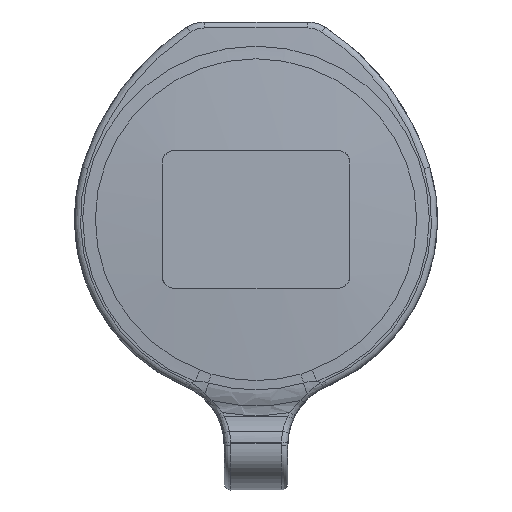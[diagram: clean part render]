
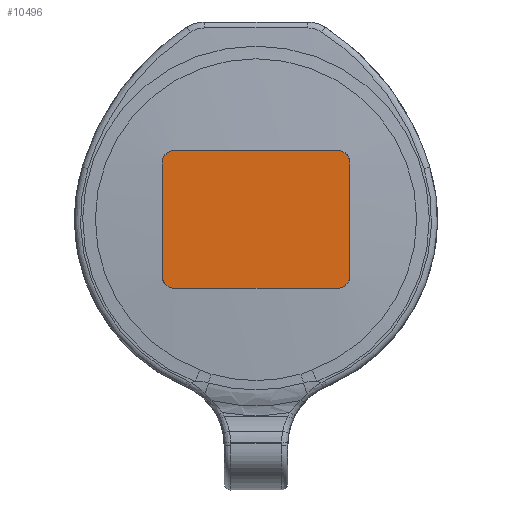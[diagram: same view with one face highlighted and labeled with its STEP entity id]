
A CAD part, top view. The second image highlights one B-rep face of the part: STEP entity #10496.
In plain terms, the highlighted planar face has unit normal (0, 0, 1).
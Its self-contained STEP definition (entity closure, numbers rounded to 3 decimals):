
#118 = CARTESIAN_POINT ( 'NONE',  ( -12.788, -10.828, 34.434 ) ) ;
#1581 = ORIENTED_EDGE ( 'NONE', *, *, #26753, .T. ) ;
#1990 = VECTOR ( 'NONE', #4993, 1000. ) ;
#3820 = EDGE_CURVE ( 'NONE', #41516, #18336, #16091, .T. ) ;
#4993 = DIRECTION ( 'NONE',  ( 0., 1., 0. ) ) ;
#5479 = AXIS2_PLACEMENT_3D ( 'NONE', #46773, #7108, #22753 ) ;
#6584 = EDGE_CURVE ( 'NONE', #29875, #51753, #26237, .T. ) ;
#7108 = DIRECTION ( 'NONE',  ( 0., 0., 1. ) ) ;
#7301 = AXIS2_PLACEMENT_3D ( 'NONE', #9648, #45353, #13384 ) ;
#7445 = EDGE_CURVE ( 'NONE', #18336, #46728, #17473, .T. ) ;
#7460 = CARTESIAN_POINT ( 'NONE',  ( -12.788, -8.857, 34.434 ) ) ;
#8244 = DIRECTION ( 'NONE',  ( 0., 0., 1. ) ) ;
#8679 = LINE ( 'NONE', #25090, #1990 ) ;
#8879 = EDGE_CURVE ( 'NONE', #23516, #29875, #33374, .T. ) ;
#8995 = CARTESIAN_POINT ( 'NONE',  ( 12.788, 10.828, 34.434 ) ) ;
#9648 = CARTESIAN_POINT ( 'NONE',  ( 12.788, -8.857, 34.434 ) ) ;
#10496 = ADVANCED_FACE ( 'NONE', ( #27200 ), #27725, .T. ) ;
#10609 = ORIENTED_EDGE ( 'NONE', *, *, #11079, .T. ) ;
#11079 = EDGE_CURVE ( 'NONE', #46728, #23516, #48934, .T. ) ;
#11688 = DIRECTION ( 'NONE',  ( 0., -1., 0. ) ) ;
#13318 = CARTESIAN_POINT ( 'NONE',  ( -14.759, 8.857, 34.434 ) ) ;
#13384 = DIRECTION ( 'NONE',  ( 0., -1., 0. ) ) ;
#15410 = DIRECTION ( 'NONE',  ( 0., 0., 1. ) ) ;
#16091 = CIRCLE ( 'NONE', #24484, 1.97 ) ;
#17473 = LINE ( 'NONE', #8995, #31123 ) ;
#18336 = VERTEX_POINT ( 'NONE', #39242 ) ;
#20039 = EDGE_CURVE ( 'NONE', #24407, #41718, #47001, .T. ) ;
#22216 = ORIENTED_EDGE ( 'NONE', *, *, #3820, .T. ) ;
#22753 = DIRECTION ( 'NONE',  ( 0., -1., 0. ) ) ;
#23516 = VERTEX_POINT ( 'NONE', #25990 ) ;
#24407 = VERTEX_POINT ( 'NONE', #25025 ) ;
#24484 = AXIS2_PLACEMENT_3D ( 'NONE', #43954, #15410, #11688 ) ;
#25025 = CARTESIAN_POINT ( 'NONE',  ( 12.788, -10.828, 34.434 ) ) ;
#25090 = CARTESIAN_POINT ( 'NONE',  ( 14.759, -8.857, 34.434 ) ) ;
#25186 = EDGE_CURVE ( 'NONE', #51753, #24407, #28624, .T. ) ;
#25912 = DIRECTION ( 'NONE',  ( -1., 0., 0. ) ) ;
#25990 = CARTESIAN_POINT ( 'NONE',  ( -14.759, 8.857, 34.434 ) ) ;
#26142 = AXIS2_PLACEMENT_3D ( 'NONE', #40504, #8244, #49468 ) ;
#26237 = CIRCLE ( 'NONE', #45681, 1.97 ) ;
#26753 = EDGE_CURVE ( 'NONE', #41718, #41516, #8679, .T. ) ;
#26766 = CARTESIAN_POINT ( 'NONE',  ( 14.759, 8.857, 34.434 ) ) ;
#27082 = ORIENTED_EDGE ( 'NONE', *, *, #20039, .T. ) ;
#27200 = FACE_OUTER_BOUND ( 'NONE', #40819, .T. ) ;
#27725 = PLANE ( 'NONE',  #5479 ) ;
#28624 = LINE ( 'NONE', #118, #38588 ) ;
#29666 = DIRECTION ( 'NONE',  ( 0., -1., 0. ) ) ;
#29875 = VERTEX_POINT ( 'NONE', #42770 ) ;
#31123 = VECTOR ( 'NONE', #25912, 1000. ) ;
#31763 = DIRECTION ( 'NONE',  ( 0., 0., 1. ) ) ;
#33374 = LINE ( 'NONE', #13318, #44495 ) ;
#34666 = ORIENTED_EDGE ( 'NONE', *, *, #7445, .T. ) ;
#37096 = ORIENTED_EDGE ( 'NONE', *, *, #8879, .T. ) ;
#37705 = CARTESIAN_POINT ( 'NONE',  ( -12.788, 10.828, 34.434 ) ) ;
#38108 = ORIENTED_EDGE ( 'NONE', *, *, #25186, .T. ) ;
#38588 = VECTOR ( 'NONE', #48199, 1000. ) ;
#38897 = ORIENTED_EDGE ( 'NONE', *, *, #6584, .T. ) ;
#39242 = CARTESIAN_POINT ( 'NONE',  ( 12.788, 10.828, 34.434 ) ) ;
#40504 = CARTESIAN_POINT ( 'NONE',  ( -12.788, 8.857, 34.434 ) ) ;
#40819 = EDGE_LOOP ( 'NONE', ( #38897, #38108, #27082, #1581, #22216, #34666, #10609, #37096 ) ) ;
#41290 = CARTESIAN_POINT ( 'NONE',  ( 14.759, -8.857, 34.434 ) ) ;
#41516 = VERTEX_POINT ( 'NONE', #26766 ) ;
#41718 = VERTEX_POINT ( 'NONE', #41290 ) ;
#42770 = CARTESIAN_POINT ( 'NONE',  ( -14.759, -8.857, 34.434 ) ) ;
#43954 = CARTESIAN_POINT ( 'NONE',  ( 12.788, 8.857, 34.434 ) ) ;
#44495 = VECTOR ( 'NONE', #29666, 1000. ) ;
#45353 = DIRECTION ( 'NONE',  ( 0., 0., 1. ) ) ;
#45681 = AXIS2_PLACEMENT_3D ( 'NONE', #7460, #31763, #51334 ) ;
#46728 = VERTEX_POINT ( 'NONE', #37705 ) ;
#46773 = CARTESIAN_POINT ( 'NONE',  ( -12.788, -8.857, 34.434 ) ) ;
#47001 = CIRCLE ( 'NONE', #7301, 1.97 ) ;
#47045 = CARTESIAN_POINT ( 'NONE',  ( -12.788, -10.828, 34.434 ) ) ;
#48199 = DIRECTION ( 'NONE',  ( 1., 0., 0. ) ) ;
#48934 = CIRCLE ( 'NONE', #26142, 1.97 ) ;
#49468 = DIRECTION ( 'NONE',  ( 0., -1., 0. ) ) ;
#51334 = DIRECTION ( 'NONE',  ( 0., -1., 0. ) ) ;
#51753 = VERTEX_POINT ( 'NONE', #47045 ) ;
